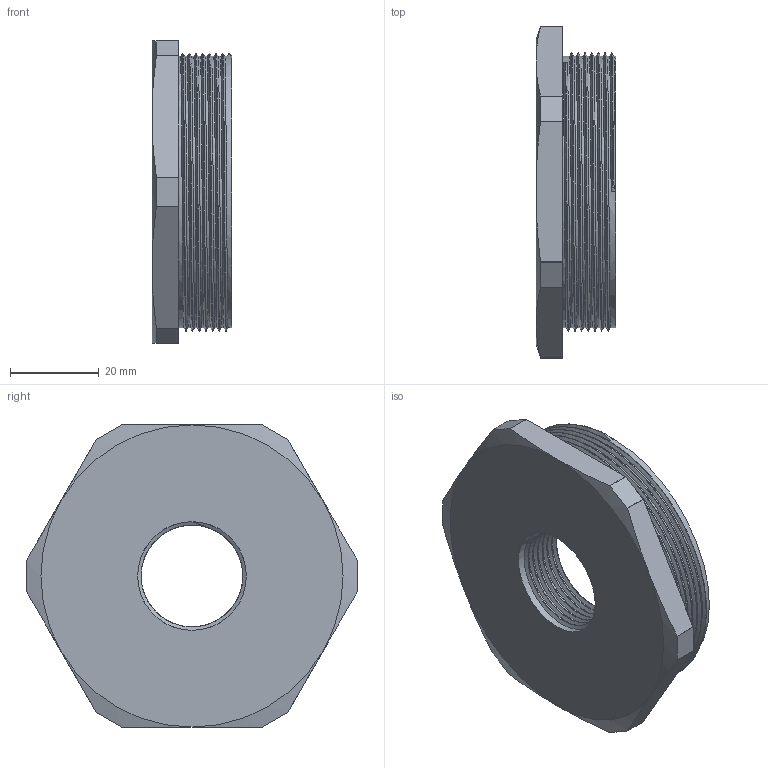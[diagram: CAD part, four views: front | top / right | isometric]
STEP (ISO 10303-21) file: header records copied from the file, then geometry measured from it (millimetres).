
FILE_DESCRIPTION(/* description */ ('Reduzierung sechskant M/M 63x1,5/25x1,5'),/* implementation_level */ '2;1');
FILE_NAME(/* name */ '11086325-RST.stp',/* time_stamp */ '2020-04-27T15:12:48+02:00',/* author */ ('sl'),/* organization */ (''),/* preprocessor_version */ 'ST-DEVELOPER v16.5',/* originating_system */ 'Autodesk Inventor 2017',/* authorisation */ '');
FILE_SCHEMA (('AUTOMOTIVE_DESIGN { 1 0 10303 214 3 1 1 }'));
Length unit declared in the file: millimetre
Products named in the file (1): 11086325
Bounding box: 18 x 74.71 x 68 mm (x, y, z)
Volume: 23123.3 mm3; surface area: 16554.2 mm2
Topology: 1 solids, 1 shells, 63 faces, 167 edges, 109 vertices
Faces by surface type: cylinder 33, plane 19, cone 6, bspline 4, torus 1
Full cylindrical faces by diameter (mm): 24.452 x6, 28.7 x1, 55.56 x1, 61.118 x7
Entity records: 4178 total; most frequent: CARTESIAN_POINT 3002, ORIENTED_EDGE 244, DIRECTION 228, EDGE_CURVE 122, AXIS2_PLACEMENT_3D 92, VERTEX_POINT 82, EDGE_LOOP 62, FACE_OUTER_BOUND 51
